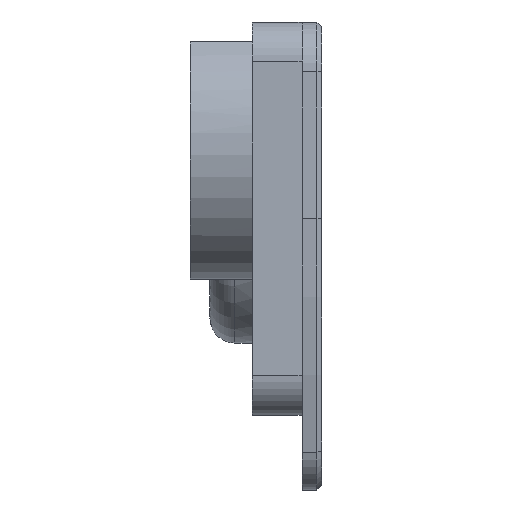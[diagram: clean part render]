
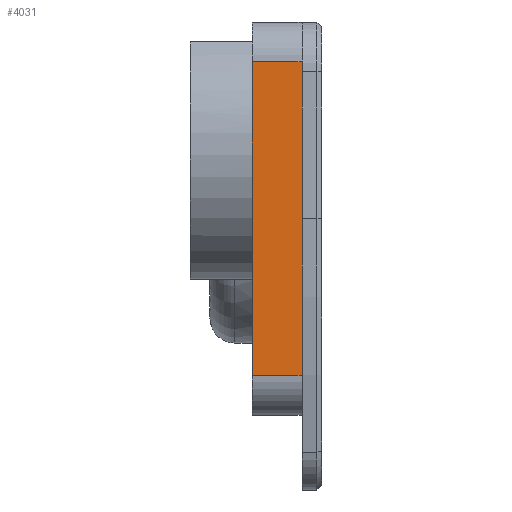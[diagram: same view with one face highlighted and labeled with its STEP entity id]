
A CAD part, front view. The second image highlights one B-rep face of the part: STEP entity #4031.
In plain terms, the highlighted planar face has unit normal (0, -1, 0).
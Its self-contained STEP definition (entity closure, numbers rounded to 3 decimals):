
#89=PLANE('',#4387);
#226=FACE_OUTER_BOUND('',#455,.T.);
#455=EDGE_LOOP('',(#3102,#3103,#3104,#3105,#3106));
#1025=LINE('',#7761,#1406);
#1026=LINE('',#7764,#1407);
#1027=LINE('',#7766,#1408);
#1028=LINE('',#7767,#1409);
#1029=LINE('',#7768,#1410);
#1406=VECTOR('',#5154,1000.);
#1407=VECTOR('',#5157,1000.);
#1408=VECTOR('',#5158,1000.);
#1409=VECTOR('',#5159,1000.);
#1410=VECTOR('',#5160,1000.);
#1865=VERTEX_POINT('',#7656);
#1898=VERTEX_POINT('',#7755);
#1900=VERTEX_POINT('',#7759);
#1901=VERTEX_POINT('',#7763);
#1902=VERTEX_POINT('',#7765);
#2366=EDGE_CURVE('',#1900,#1898,#1025,.T.);
#2367=EDGE_CURVE('',#1900,#1901,#1026,.T.);
#2368=EDGE_CURVE('',#1901,#1902,#1027,.T.);
#2369=EDGE_CURVE('',#1865,#1902,#1028,.T.);
#2370=EDGE_CURVE('',#1898,#1865,#1029,.T.);
#3102=ORIENTED_EDGE('',*,*,#2367,.T.);
#3103=ORIENTED_EDGE('',*,*,#2368,.T.);
#3104=ORIENTED_EDGE('',*,*,#2369,.F.);
#3105=ORIENTED_EDGE('',*,*,#2370,.F.);
#3106=ORIENTED_EDGE('',*,*,#2366,.F.);
#4031=ADVANCED_FACE('',(#226),#89,.T.);
#4387=AXIS2_PLACEMENT_3D('',#7762,#5155,#5156);
#5154=DIRECTION('',(1.,0.,0.));
#5155=DIRECTION('center_axis',(0.,-1.,0.));
#5156=DIRECTION('ref_axis',(-1.,0.,0.));
#5157=DIRECTION('',(0.,0.,-1.));
#5158=DIRECTION('',(1.,0.,0.));
#5159=DIRECTION('',(0.,0.,-1.));
#5160=DIRECTION('',(0.,0.,-1.));
#7656=CARTESIAN_POINT('',(106.035,-7.4,86.479));
#7755=CARTESIAN_POINT('',(106.035,-7.4,99.079));
#7759=CARTESIAN_POINT('',(102.035,-7.4,99.079));
#7761=CARTESIAN_POINT('',(102.435,-7.4,99.079));
#7762=CARTESIAN_POINT('Origin',(102.435,-7.4,99.079));
#7763=CARTESIAN_POINT('',(102.035,-7.4,73.879));
#7764=CARTESIAN_POINT('',(102.035,-7.4,59.479));
#7765=CARTESIAN_POINT('',(106.035,-7.4,73.879));
#7766=CARTESIAN_POINT('',(102.435,-7.4,73.879));
#7767=CARTESIAN_POINT('',(106.035,-7.4,99.079));
#7768=CARTESIAN_POINT('',(106.035,-7.4,99.079));
